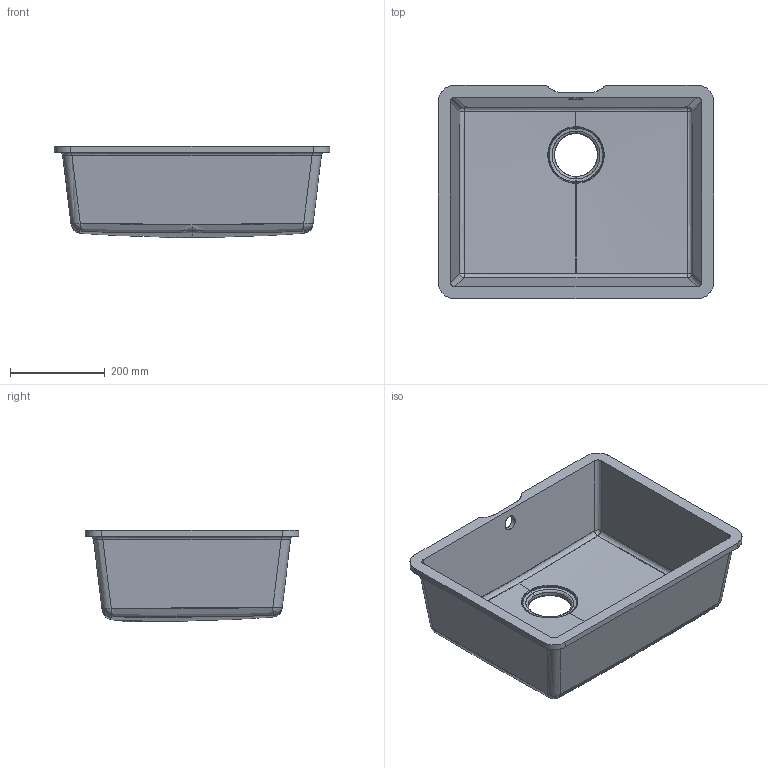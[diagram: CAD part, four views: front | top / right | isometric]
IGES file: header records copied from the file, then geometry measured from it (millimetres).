
Start section: SolidWorks IGES file using analytic representation for surfaces
Global section: file name: 970_ACABADA_OVFL.IGS; native system: SolidWorks 2014; preprocessor: SolidWorks 2014; author: Oficina Técnica; date: 200204.094725; units: millimetre
Bounding box: 580.03 x 450.03 x 193 mm (x, y, z)
Surface area: 1047666.8 mm2 (no closed solid volume)
Topology: 0 solids, 0 shells, 105 faces, 1725 edges, 1721 vertices
Faces by surface type: bspline 64, revolution 41
